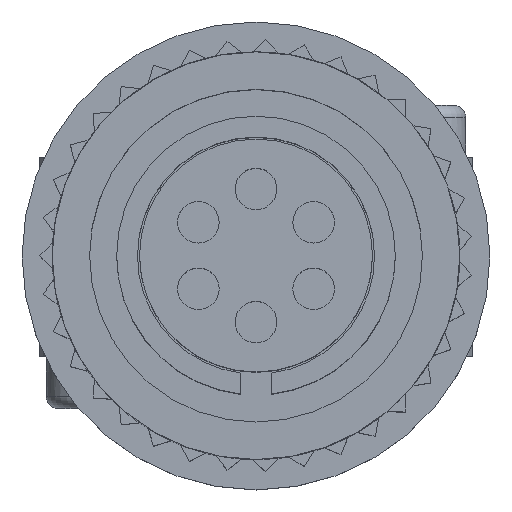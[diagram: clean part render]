
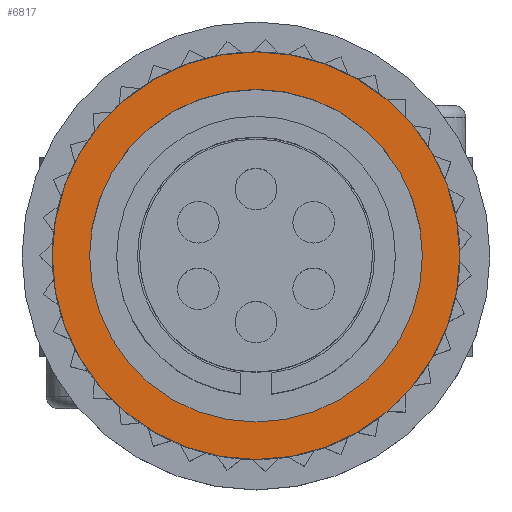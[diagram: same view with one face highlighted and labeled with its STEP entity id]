
A CAD part, top view. The second image highlights one B-rep face of the part: STEP entity #6817.
In plain terms, the highlighted planar face has unit normal (0, 0, 1).
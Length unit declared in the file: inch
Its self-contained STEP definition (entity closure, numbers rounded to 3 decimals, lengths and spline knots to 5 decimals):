
#12 = CARTESIAN_POINT ( 'NONE',  ( 0., 0., 0.475 ) ) ;
#686 = DIRECTION ( 'NONE',  ( 1., 0., 0. ) ) ;
#748 = ORIENTED_EDGE ( 'NONE', *, *, #8527, .F. ) ;
#939 = ORIENTED_EDGE ( 'NONE', *, *, #7270, .T. ) ;
#1096 = DIRECTION ( 'NONE',  ( 0., 0., 1. ) ) ;
#1148 = CARTESIAN_POINT ( 'NONE',  ( 0.49, 0., 0.475 ) ) ;
#1240 = CIRCLE ( 'NONE', #4517, 0.4 ) ;
#1818 = VERTEX_POINT ( 'NONE', #8566 ) ;
#2308 = CARTESIAN_POINT ( 'NONE',  ( 0., 0., 0.475 ) ) ;
#2850 = ORIENTED_EDGE ( 'NONE', *, *, #7747, .T. ) ;
#2976 = DIRECTION ( 'NONE',  ( 1., 0., 0. ) ) ;
#2985 = CARTESIAN_POINT ( 'NONE',  ( -0.4, 0., 0.475 ) ) ;
#3130 = PLANE ( 'NONE',  #8526 ) ;
#3387 = ORIENTED_EDGE ( 'NONE', *, *, #5334, .F. ) ;
#3687 = CARTESIAN_POINT ( 'NONE',  ( 0., 0., 0.475 ) ) ;
#3824 = CARTESIAN_POINT ( 'NONE',  ( 0., 0., 0.475 ) ) ;
#4374 = DIRECTION ( 'NONE',  ( 1., 0., 0. ) ) ;
#4513 = DIRECTION ( 'NONE',  ( 1., 0., 0. ) ) ;
#4517 = AXIS2_PLACEMENT_3D ( 'NONE', #3824, #8597, #4513 ) ;
#4590 = VERTEX_POINT ( 'NONE', #1148 ) ;
#4669 = VERTEX_POINT ( 'NONE', #6673 ) ;
#4741 = DIRECTION ( 'NONE',  ( 0., 0., 1. ) ) ;
#5334 = EDGE_CURVE ( 'NONE', #8007, #4669, #1240, .T. ) ;
#6260 = EDGE_LOOP ( 'NONE', ( #939, #2850 ) ) ;
#6332 = CIRCLE ( 'NONE', #8387, 0.49 ) ;
#6544 = CARTESIAN_POINT ( 'NONE',  ( 0., 0., 0.475 ) ) ;
#6673 = CARTESIAN_POINT ( 'NONE',  ( 0.4, 0., 0.475 ) ) ;
#6762 = CIRCLE ( 'NONE', #6893, 0.49 ) ;
#6817 = ADVANCED_FACE ( 'NONE', ( #7351, #8524 ), #3130, .T. ) ;
#6893 = AXIS2_PLACEMENT_3D ( 'NONE', #3687, #8461, #4374 ) ;
#7060 = DIRECTION ( 'NONE',  ( 0., 0., 1. ) ) ;
#7270 = EDGE_CURVE ( 'NONE', #1818, #4590, #6762, .T. ) ;
#7351 = FACE_OUTER_BOUND ( 'NONE', #6260, .T. ) ;
#7413 = EDGE_LOOP ( 'NONE', ( #3387, #748 ) ) ;
#7747 = EDGE_CURVE ( 'NONE', #4590, #1818, #6332, .T. ) ;
#7894 = DIRECTION ( 'NONE',  ( 1., 0., 0. ) ) ;
#8007 = VERTEX_POINT ( 'NONE', #2985 ) ;
#8158 = AXIS2_PLACEMENT_3D ( 'NONE', #2308, #7060, #2976 ) ;
#8224 = CIRCLE ( 'NONE', #8158, 0.4 ) ;
#8387 = AXIS2_PLACEMENT_3D ( 'NONE', #12, #4741, #686 ) ;
#8461 = DIRECTION ( 'NONE',  ( 0., 0., 1. ) ) ;
#8524 = FACE_BOUND ( 'NONE', #7413, .T. ) ;
#8526 = AXIS2_PLACEMENT_3D ( 'NONE', #6544, #1096, #7894 ) ;
#8527 = EDGE_CURVE ( 'NONE', #4669, #8007, #8224, .T. ) ;
#8566 = CARTESIAN_POINT ( 'NONE',  ( -0.49, 0., 0.475 ) ) ;
#8597 = DIRECTION ( 'NONE',  ( 0., 0., 1. ) ) ;
